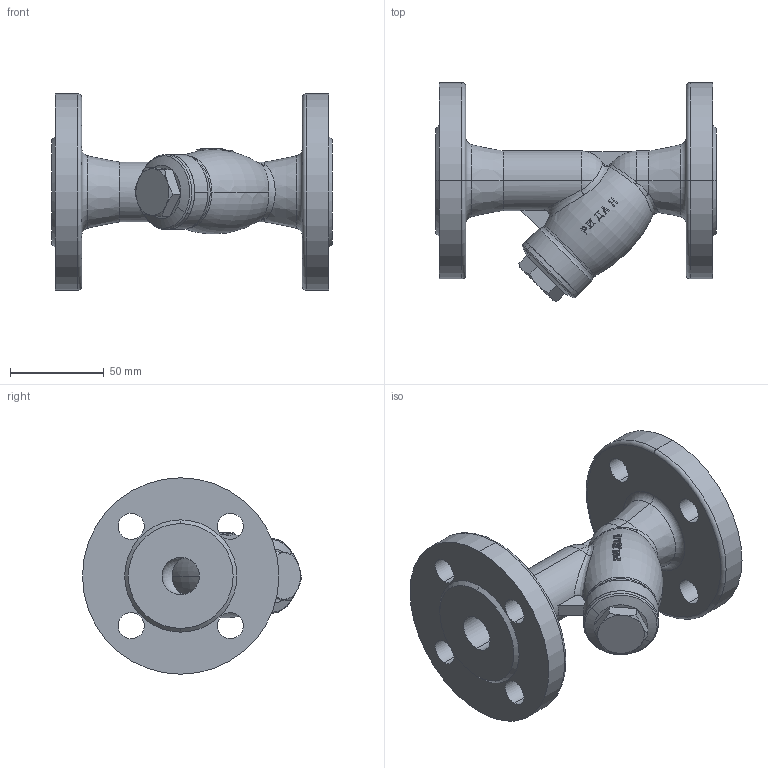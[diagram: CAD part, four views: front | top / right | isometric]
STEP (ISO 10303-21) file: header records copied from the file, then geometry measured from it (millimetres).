
FILE_DESCRIPTION (( 'STEP AP214' ), '1' );
FILE_NAME ('德标过滤器20装配体3.STEP', '2023-04-13T08:57:07', ( '' ), ( '' ), 'SwSTEP 2.0', 'SolidWorks 2023', '' );
FILE_SCHEMA (( 'AUTOMOTIVE_DESIGN' ));
Length unit declared in the file: millimetre
Products named in the file (3): 20阀体; 20阀盖; 德标过滤器20装配体3
Assembly tree (2 placements, depth 2):
  德标过滤器20装配体3
    20阀体
    20阀盖
Bounding box: 150 x 117.04 x 105 mm (x, y, z)
Volume: 342830.3 mm3; surface area: 81002 mm2
Topology: 2 solids, 3 shells, 270 faces, 670 edges, 427 vertices
Faces by surface type: bspline 98, cylinder 56, torus 55, plane 41, cone 18, sphere 2
Entity records: 13478 total; most frequent: CARTESIAN_POINT 7813, ORIENTED_EDGE 1340, DIRECTION 859, EDGE_CURVE 670, VERTEX_POINT 427, AXIS2_PLACEMENT_3D 385, B_SPLINE_CURVE_WITH_KNOTS 371, EDGE_LOOP 307
